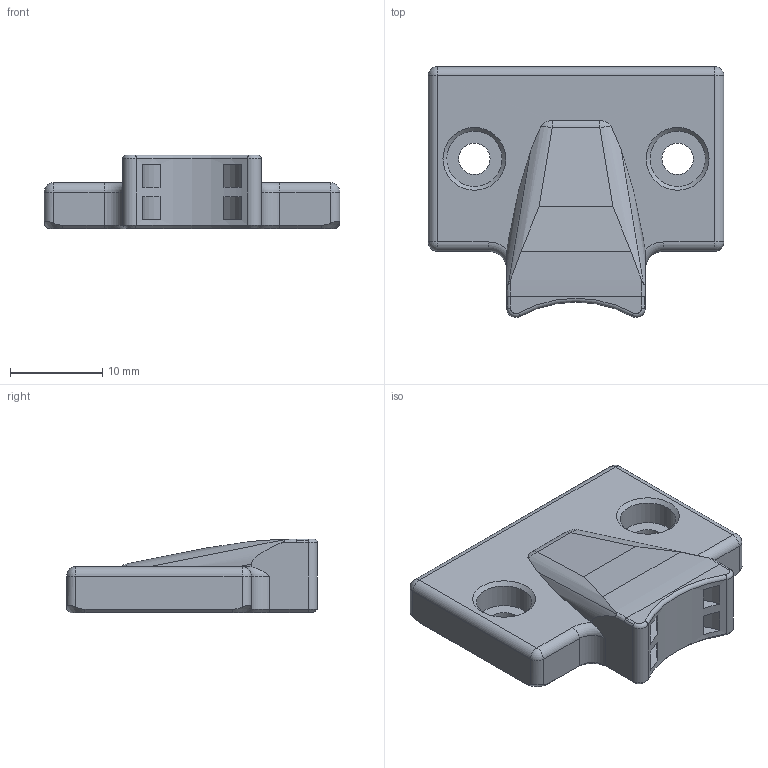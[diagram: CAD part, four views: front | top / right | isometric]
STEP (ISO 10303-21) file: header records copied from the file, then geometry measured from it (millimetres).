
FILE_DESCRIPTION(('HOOPS Exchange Step'),'2;1');
FILE_NAME('temp_export','2024-03-09T18:37:38-05:00',('Aron'),('Shapr3D Limited'),'HOOPS Exchange 2023.2','Shapr3D','Authorized');
FILE_SCHEMA( ('AUTOMOTIVE_DESIGN { 1 0 10303 214 1 1 1 1 }') );
Length unit declared in the file: millimetre
Products named in the file (2): Umbilical_Mount_2020_Remix; root
Assembly tree (1 placements, depth 2):
  root
    Umbilical_Mount_2020_Remix
Bounding box: 32 x 27.17 x 8 mm (x, y, z)
Volume: 3870.5 mm3; surface area: 2348.3 mm2
Topology: 1 solids, 1 shells, 85 faces, 223 edges, 138 vertices
Faces by surface type: cylinder 33, plane 26, cone 13, torus 7, sphere 4, bspline 2
Full cylindrical faces by diameter (mm): 3.4 x2, 6 x2
Entity records: 2920 total; most frequent: CARTESIAN_POINT 798, DIRECTION 443, ORIENTED_EDGE 438, EDGE_CURVE 219, AXIS2_PLACEMENT_3D 175, VERTEX_POINT 138, EDGE_LOOP 95, FACE_BOUND 95
